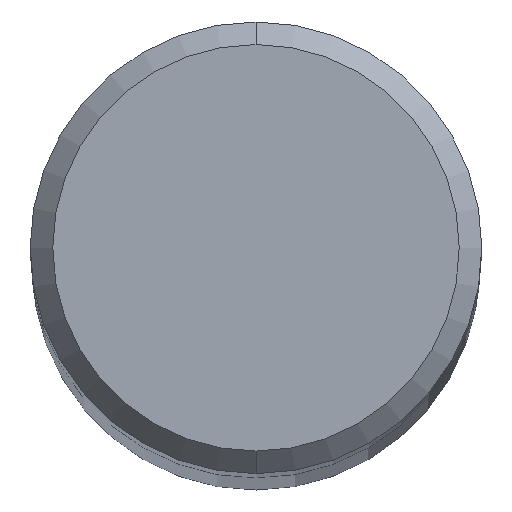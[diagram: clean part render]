
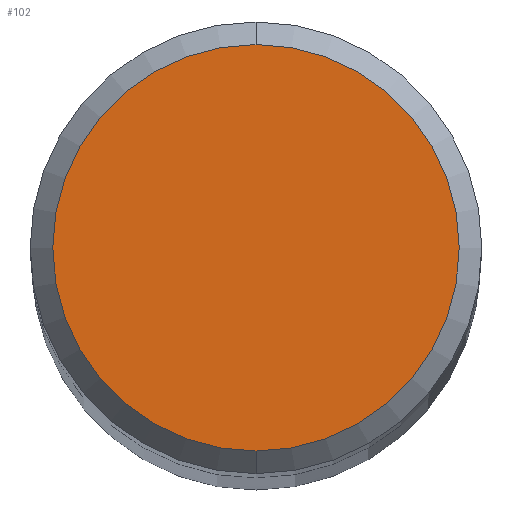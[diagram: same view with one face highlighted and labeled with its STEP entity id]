
A CAD part, top view. The second image highlights one B-rep face of the part: STEP entity #102.
In plain terms, the highlighted planar face has unit normal (0, 0, 1).
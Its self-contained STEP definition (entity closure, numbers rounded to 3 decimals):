
#98=EDGE_CURVE('',#192,#164,#244,.T.);
#102=ADVANCED_FACE('',(#249),#250,.T.);
#150=EDGE_CURVE('',#164,#192,#305,.T.);
#164=VERTEX_POINT('',#319);
#192=VERTEX_POINT('',#351);
#244=CIRCLE('',#399,5.4);
#249=FACE_OUTER_BOUND('',#404,.T.);
#250=PLANE('',#405);
#305=CIRCLE('',#468,5.4);
#319=CARTESIAN_POINT('',(0.0,5.4,0.0));
#351=CARTESIAN_POINT('',(0.,-5.4,0.0));
#399=AXIS2_PLACEMENT_3D('',#584,#585,#586);
#404=EDGE_LOOP('',(#595,#596));
#405=AXIS2_PLACEMENT_3D('',#597,#598,#599);
#468=AXIS2_PLACEMENT_3D('',#673,#674,#675);
#584=CARTESIAN_POINT('',(0.0,0.0,0.0));
#585=DIRECTION('',(0.0,0.0,-1.0));
#586=DIRECTION('',(0.0,1.0,0.0));
#595=ORIENTED_EDGE('',*,*,#150,.F.);
#596=ORIENTED_EDGE('',*,*,#98,.F.);
#597=CARTESIAN_POINT('',(0.0,2.7,0.0));
#598=DIRECTION('',(-0.0,0.0,1.0));
#599=DIRECTION('',(0.0,-1.0,0.0));
#673=CARTESIAN_POINT('',(0.0,0.0,0.0));
#674=DIRECTION('',(0.0,0.0,-1.0));
#675=DIRECTION('',(0.0,1.0,0.0));
